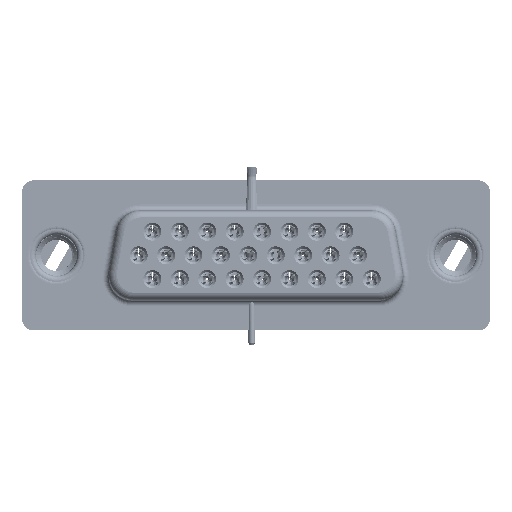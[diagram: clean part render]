
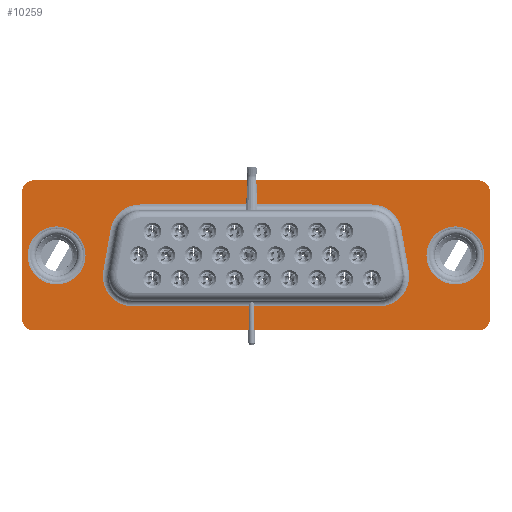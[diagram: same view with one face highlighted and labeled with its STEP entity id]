
A CAD part, front view. The second image highlights one B-rep face of the part: STEP entity #10259.
In plain terms, the highlighted face is planar.
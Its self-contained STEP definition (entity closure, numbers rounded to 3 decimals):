
#10074=CARTESIAN_POINT('',(0.,0.,0.));
#10075=DIRECTION('',(0.,1.,0.));
#10076=DIRECTION('',(1.,0.,0.));
#10077=AXIS2_PLACEMENT_3D('',#10074,#10075,#10076);
#10078=PLANE('',#10077);
#10079=CARTESIAN_POINT('',(19.55,0.,5.275));
#10080=VERTEX_POINT('',#10079);
#10081=CARTESIAN_POINT('',(19.55,0.,-5.275));
#10082=VERTEX_POINT('',#10081);
#10083=CARTESIAN_POINT('',(19.55,0.,5.275));
#10084=DIRECTION('',(0.,0.,-1.));
#10085=VECTOR('',#10084,10.55);
#10086=LINE('',#10083,#10085);
#10087=EDGE_CURVE('',#10080,#10082,#10086,.T.);
#10088=ORIENTED_EDGE('',*,*,#10087,.T.);
#10089=CARTESIAN_POINT('',(18.55,0.,-6.275));
#10090=VERTEX_POINT('',#10089);
#10091=CARTESIAN_POINT('',(18.55,0.,-5.275));
#10092=DIRECTION('',(-0.,1.,0.));
#10093=DIRECTION('',(1.,0.,0.));
#10094=AXIS2_PLACEMENT_3D('',#10091,#10092,#10093);
#10095=CIRCLE('',#10094,1.);
#10096=EDGE_CURVE('',#10082,#10090,#10095,.T.);
#10097=ORIENTED_EDGE('',*,*,#10096,.T.);
#10098=CARTESIAN_POINT('',(-18.55,0.,-6.275));
#10099=VERTEX_POINT('',#10098);
#10100=CARTESIAN_POINT('',(18.55,0.,-6.275));
#10101=DIRECTION('',(-1.,0.,0.));
#10102=VECTOR('',#10101,37.1);
#10103=LINE('',#10100,#10102);
#10104=EDGE_CURVE('',#10090,#10099,#10103,.T.);
#10105=ORIENTED_EDGE('',*,*,#10104,.T.);
#10106=CARTESIAN_POINT('',(-19.55,0.,-5.275));
#10107=VERTEX_POINT('',#10106);
#10108=CARTESIAN_POINT('',(-18.55,0.,-5.275));
#10109=DIRECTION('',(0.,1.,0.));
#10110=DIRECTION('',(0.,0.,-1.));
#10111=AXIS2_PLACEMENT_3D('',#10108,#10109,#10110);
#10112=CIRCLE('',#10111,1.);
#10113=EDGE_CURVE('',#10099,#10107,#10112,.T.);
#10114=ORIENTED_EDGE('',*,*,#10113,.T.);
#10115=CARTESIAN_POINT('',(-19.55,0.,5.275));
#10116=VERTEX_POINT('',#10115);
#10117=CARTESIAN_POINT('',(-19.55,0.,-5.275));
#10118=DIRECTION('',(0.,0.,1.));
#10119=VECTOR('',#10118,10.55);
#10120=LINE('',#10117,#10119);
#10121=EDGE_CURVE('',#10107,#10116,#10120,.T.);
#10122=ORIENTED_EDGE('',*,*,#10121,.T.);
#10123=CARTESIAN_POINT('',(-18.55,0.,6.275));
#10124=VERTEX_POINT('',#10123);
#10125=CARTESIAN_POINT('',(-18.55,0.,5.275));
#10126=DIRECTION('',(0.,1.,0.));
#10127=DIRECTION('',(-1.,0.,0.));
#10128=AXIS2_PLACEMENT_3D('',#10125,#10126,#10127);
#10129=CIRCLE('',#10128,1.);
#10130=EDGE_CURVE('',#10116,#10124,#10129,.T.);
#10131=ORIENTED_EDGE('',*,*,#10130,.T.);
#10132=CARTESIAN_POINT('',(18.55,0.,6.275));
#10133=VERTEX_POINT('',#10132);
#10134=CARTESIAN_POINT('',(-18.55,0.,6.275));
#10135=DIRECTION('',(1.,0.,-0.));
#10136=VECTOR('',#10135,37.1);
#10137=LINE('',#10134,#10136);
#10138=EDGE_CURVE('',#10124,#10133,#10137,.T.);
#10139=ORIENTED_EDGE('',*,*,#10138,.T.);
#10140=CARTESIAN_POINT('',(18.55,0.,5.275));
#10141=DIRECTION('',(0.,1.,0.));
#10142=DIRECTION('',(0.,-0.,1.));
#10143=AXIS2_PLACEMENT_3D('',#10140,#10141,#10142);
#10144=CIRCLE('',#10143,1.);
#10145=EDGE_CURVE('',#10133,#10080,#10144,.T.);
#10146=ORIENTED_EDGE('',*,*,#10145,.T.);
#10147=EDGE_LOOP('',(#10088,#10097,#10105,#10114,#10122,#10131,#10139,#10146));
#10148=FACE_BOUND('',#10147,.T.);
#10149=CARTESIAN_POINT('',(-10.3,0.,-4.25));
#10150=VERTEX_POINT('',#10149);
#10151=CARTESIAN_POINT('',(-12.762,0.,-1.316));
#10152=VERTEX_POINT('',#10151);
#10153=CARTESIAN_POINT('',(-10.3,0.,-1.75));
#10154=DIRECTION('',(0.,1.,0.));
#10155=DIRECTION('',(0.,0.,-1.));
#10156=AXIS2_PLACEMENT_3D('',#10153,#10154,#10155);
#10157=CIRCLE('',#10156,2.5);
#10158=EDGE_CURVE('',#10150,#10152,#10157,.T.);
#10159=ORIENTED_EDGE('',*,*,#10158,.F.);
#10160=CARTESIAN_POINT('',(10.3,0.,-4.25));
#10161=VERTEX_POINT('',#10160);
#10162=CARTESIAN_POINT('',(10.3,0.,-4.25));
#10163=DIRECTION('',(-1.,0.,0.));
#10164=VECTOR('',#10163,20.6);
#10165=LINE('',#10162,#10164);
#10166=EDGE_CURVE('',#10161,#10150,#10165,.T.);
#10167=ORIENTED_EDGE('',*,*,#10166,.F.);
#10168=CARTESIAN_POINT('',(12.762,0.,-1.316));
#10169=VERTEX_POINT('',#10168);
#10170=CARTESIAN_POINT('',(10.3,0.,-1.75));
#10171=DIRECTION('',(0.,1.,0.));
#10172=DIRECTION('',(0.985,-0.,0.174));
#10173=AXIS2_PLACEMENT_3D('',#10170,#10171,#10172);
#10174=CIRCLE('',#10173,2.5);
#10175=EDGE_CURVE('',#10169,#10161,#10174,.T.);
#10176=ORIENTED_EDGE('',*,*,#10175,.F.);
#10177=CARTESIAN_POINT('',(12.145,0.,2.184));
#10178=VERTEX_POINT('',#10177);
#10179=CARTESIAN_POINT('',(12.145,0.,2.184));
#10180=DIRECTION('',(0.174,0.,-0.985));
#10181=VECTOR('',#10180,3.554);
#10182=LINE('',#10179,#10181);
#10183=EDGE_CURVE('',#10178,#10169,#10182,.T.);
#10184=ORIENTED_EDGE('',*,*,#10183,.F.);
#10185=CARTESIAN_POINT('',(9.683,0.,4.25));
#10186=VERTEX_POINT('',#10185);
#10187=CARTESIAN_POINT('',(9.683,0.,1.75));
#10188=DIRECTION('',(0.,1.,0.));
#10189=DIRECTION('',(0.,-0.,1.));
#10190=AXIS2_PLACEMENT_3D('',#10187,#10188,#10189);
#10191=CIRCLE('',#10190,2.5);
#10192=EDGE_CURVE('',#10186,#10178,#10191,.T.);
#10193=ORIENTED_EDGE('',*,*,#10192,.F.);
#10194=CARTESIAN_POINT('',(-9.683,0.,4.25));
#10195=VERTEX_POINT('',#10194);
#10196=CARTESIAN_POINT('',(-9.683,0.,4.25));
#10197=DIRECTION('',(1.,0.,-0.));
#10198=VECTOR('',#10197,19.366);
#10199=LINE('',#10196,#10198);
#10200=EDGE_CURVE('',#10195,#10186,#10199,.T.);
#10201=ORIENTED_EDGE('',*,*,#10200,.F.);
#10202=CARTESIAN_POINT('',(-12.145,0.,2.184));
#10203=VERTEX_POINT('',#10202);
#10204=CARTESIAN_POINT('',(-9.683,0.,1.75));
#10205=DIRECTION('',(0.,1.,0.));
#10206=DIRECTION('',(-0.985,0.,0.174));
#10207=AXIS2_PLACEMENT_3D('',#10204,#10205,#10206);
#10208=CIRCLE('',#10207,2.5);
#10209=EDGE_CURVE('',#10203,#10195,#10208,.T.);
#10210=ORIENTED_EDGE('',*,*,#10209,.F.);
#10211=CARTESIAN_POINT('',(-12.762,0.,-1.316));
#10212=DIRECTION('',(0.174,0.,0.985));
#10213=VECTOR('',#10212,3.554);
#10214=LINE('',#10211,#10213);
#10215=EDGE_CURVE('',#10152,#10203,#10214,.T.);
#10216=ORIENTED_EDGE('',*,*,#10215,.F.);
#10217=EDGE_LOOP('',(#10159,#10167,#10176,#10184,#10193,#10201,#10210,#10216));
#10218=FACE_BOUND('',#10217,.T.);
#10219=CARTESIAN_POINT('',(-19.08,0.,-0.));
#10220=VERTEX_POINT('',#10219);
#10221=CARTESIAN_POINT('',(-14.24,0.,0.));
#10222=VERTEX_POINT('',#10221);
#10223=CARTESIAN_POINT('',(-16.66,0.,0.));
#10224=DIRECTION('',(0.,1.,0.));
#10225=DIRECTION('',(-1.,0.,0.));
#10226=AXIS2_PLACEMENT_3D('',#10223,#10224,#10225);
#10227=CIRCLE('',#10226,2.42);
#10228=EDGE_CURVE('',#10220,#10222,#10227,.T.);
#10229=ORIENTED_EDGE('',*,*,#10228,.F.);
#10230=CARTESIAN_POINT('',(-16.66,0.,0.));
#10231=DIRECTION('',(-0.,1.,0.));
#10232=DIRECTION('',(1.,0.,0.));
#10233=AXIS2_PLACEMENT_3D('',#10230,#10231,#10232);
#10234=CIRCLE('',#10233,2.42);
#10235=EDGE_CURVE('',#10222,#10220,#10234,.T.);
#10236=ORIENTED_EDGE('',*,*,#10235,.F.);
#10237=EDGE_LOOP('',(#10229,#10236));
#10238=FACE_BOUND('',#10237,.T.);
#10239=CARTESIAN_POINT('',(14.24,0.,-0.));
#10240=VERTEX_POINT('',#10239);
#10241=CARTESIAN_POINT('',(19.08,0.,0.));
#10242=VERTEX_POINT('',#10241);
#10243=CARTESIAN_POINT('',(16.66,0.,0.));
#10244=DIRECTION('',(0.,1.,0.));
#10245=DIRECTION('',(-1.,0.,0.));
#10246=AXIS2_PLACEMENT_3D('',#10243,#10244,#10245);
#10247=CIRCLE('',#10246,2.42);
#10248=EDGE_CURVE('',#10240,#10242,#10247,.T.);
#10249=ORIENTED_EDGE('',*,*,#10248,.F.);
#10250=CARTESIAN_POINT('',(16.66,0.,0.));
#10251=DIRECTION('',(-0.,1.,0.));
#10252=DIRECTION('',(1.,0.,0.));
#10253=AXIS2_PLACEMENT_3D('',#10250,#10251,#10252);
#10254=CIRCLE('',#10253,2.42);
#10255=EDGE_CURVE('',#10242,#10240,#10254,.T.);
#10256=ORIENTED_EDGE('',*,*,#10255,.F.);
#10257=EDGE_LOOP('',(#10249,#10256));
#10258=FACE_BOUND('',#10257,.T.);
#10259=ADVANCED_FACE('',(#10148,#10218,#10238,#10258),#10078,.T.);
